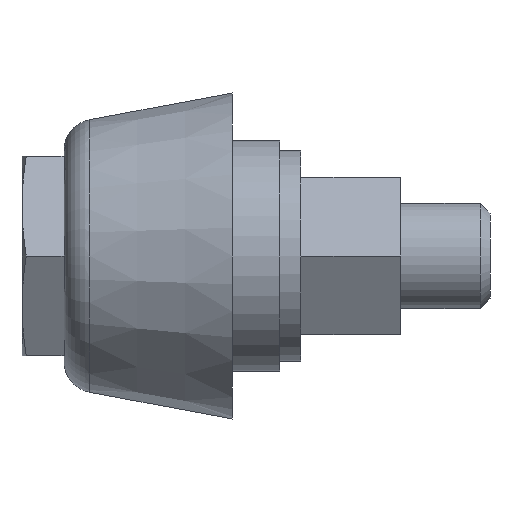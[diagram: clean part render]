
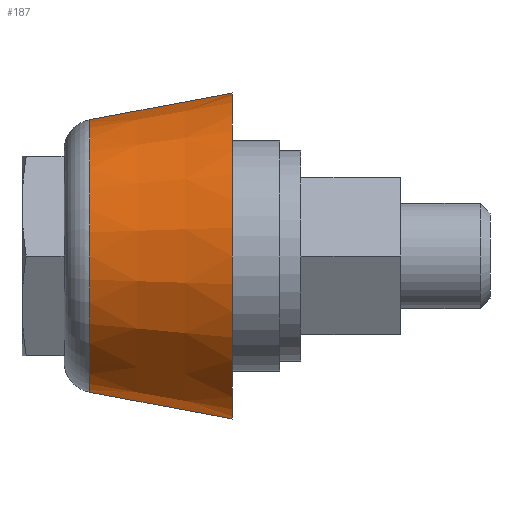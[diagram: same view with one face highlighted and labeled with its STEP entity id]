
A CAD part, front view. The second image highlights one B-rep face of the part: STEP entity #187.
In plain terms, the highlighted conical face has half-angle 10.62 degrees and reference radius 15.5 mm.
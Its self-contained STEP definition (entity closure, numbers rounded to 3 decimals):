
#187 = ADVANCED_FACE( '', ( #430 ), #431, .T. );
#430 = FACE_OUTER_BOUND( '', #731, .T. );
#431 = CONICAL_SURFACE( '', #732, 15.5, 0.185 );
#731 = EDGE_LOOP( '', ( #1196, #1197, #1198, #1199 ) );
#732 = AXIS2_PLACEMENT_3D( '', #1200, #1201, #1202 );
#1196 = ORIENTED_EDGE( '', *, *, #1812, .T. );
#1197 = ORIENTED_EDGE( '', *, *, #1671, .F. );
#1198 = ORIENTED_EDGE( '', *, *, #1813, .F. );
#1199 = ORIENTED_EDGE( '', *, *, #1814, .T. );
#1200 = CARTESIAN_POINT( '', ( 0., 0., 0. ) );
#1201 = DIRECTION( '', ( 1., 0., 0. ) );
#1202 = DIRECTION( '', ( 0., 0., -1. ) );
#1671 = EDGE_CURVE( '', #1962, #1964, #1965, .T. );
#1812 = EDGE_CURVE( '', #2190, #1964, #2191, .T. );
#1813 = EDGE_CURVE( '', #2192, #1962, #2193, .T. );
#1814 = EDGE_CURVE( '', #2192, #2190, #2194, .T. );
#1962 = VERTEX_POINT( '', #2384 );
#1964 = VERTEX_POINT( '', #2387 );
#1965 = LINE( '', #2388, #2389 );
#2190 = VERTEX_POINT( '', #2749 );
#2191 = CIRCLE( '', #2750, 12.959 );
#2192 = VERTEX_POINT( '', #2751 );
#2193 = CIRCLE( '', #2752, 15.5 );
#2194 = LINE( '', #2753, #2754 );
#2384 = CARTESIAN_POINT( '', ( 0., 0., -15.5 ) );
#2387 = CARTESIAN_POINT( '', ( -13.553, 0., -12.959 ) );
#2388 = CARTESIAN_POINT( '', ( 0., 0., -15.5 ) );
#2389 = VECTOR( '', #3005, 1000. );
#2749 = CARTESIAN_POINT( '', ( -13.553, 0., 12.959 ) );
#2750 = AXIS2_PLACEMENT_3D( '', #3152, #3153, #3154 );
#2751 = CARTESIAN_POINT( '', ( 0., 0., 15.5 ) );
#2752 = AXIS2_PLACEMENT_3D( '', #3155, #3156, #3157 );
#2753 = CARTESIAN_POINT( '', ( 0., 0., 15.5 ) );
#2754 = VECTOR( '', #3158, 1000. );
#3005 = DIRECTION( '', ( -0.983, 0., 0.184 ) );
#3152 = CARTESIAN_POINT( '', ( -13.553, 0., 0. ) );
#3153 = DIRECTION( '', ( 1., 0., 0. ) );
#3154 = DIRECTION( '', ( 0., 0., -1. ) );
#3155 = CARTESIAN_POINT( '', ( 0., 0., 0. ) );
#3156 = DIRECTION( '', ( 1., 0., 0. ) );
#3157 = DIRECTION( '', ( 0., 0., -1. ) );
#3158 = DIRECTION( '', ( -0.983, 0., -0.184 ) );
